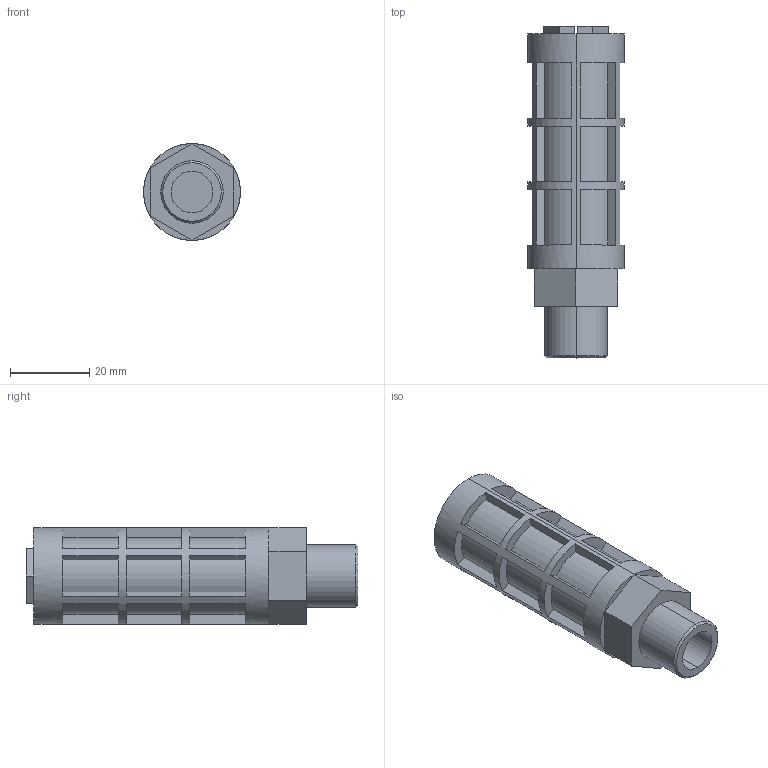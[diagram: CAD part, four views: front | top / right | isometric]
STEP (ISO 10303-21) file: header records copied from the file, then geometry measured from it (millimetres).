
FILE_DESCRIPTION (( 'STEP AP214' ), '1' );
FILE_NAME ('AZ-067503.STEP', '2020-03-31T06:40:39', ( '' ), ( '' ), 'SwSTEP 2.0', 'SolidWorks 2020', '' );
FILE_SCHEMA (( 'AUTOMOTIVE_DESIGN' ));
Length unit declared in the file: millimetre
Products named in the file (1): AZ-067503
Bounding box: 24.46 x 83.8 x 24.46 mm (x, y, z)
Volume: 21397.6 mm3; surface area: 11171.3 mm2
Topology: 1 solids, 1 shells, 121 faces, 286 edges, 190 vertices
Faces by surface type: plane 95, cylinder 24, cone 2
Entity records: 3722 total; most frequent: DIRECTION 616, CARTESIAN_POINT 598, ORIENTED_EDGE 572, EDGE_CURVE 286, AXIS2_PLACEMENT_3D 208, LINE 200, VECTOR 200, VERTEX_POINT 190
